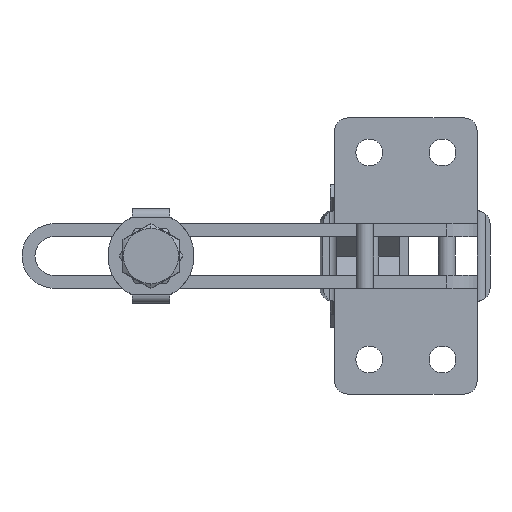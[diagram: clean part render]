
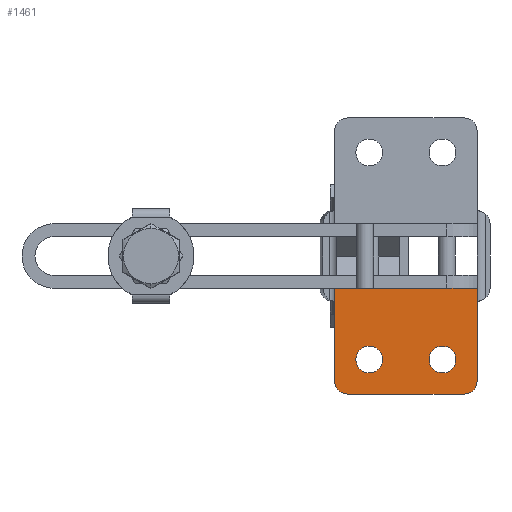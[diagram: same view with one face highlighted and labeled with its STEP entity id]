
A CAD part, front view. The second image highlights one B-rep face of the part: STEP entity #1461.
In plain terms, the highlighted planar face has unit normal (0, -1, 0).
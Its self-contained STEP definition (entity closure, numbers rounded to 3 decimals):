
#258 = PLANE ( 'NONE',  #9244 ) ;
#333 = CARTESIAN_POINT ( 'NONE',  ( -6., 0., -29. ) ) ;
#411 = ORIENTED_EDGE ( 'NONE', *, *, #9412, .F. ) ;
#414 = CIRCLE ( 'NONE', #5425, 3.1 ) ;
#477 = EDGE_CURVE ( 'NONE', #780, #2600, #9258, .T. ) ;
#491 = LINE ( 'NONE', #8004, #8123 ) ;
#555 = EDGE_CURVE ( 'NONE', #605, #702, #4381, .T. ) ;
#605 = VERTEX_POINT ( 'NONE', #8706 ) ;
#628 = ORIENTED_EDGE ( 'NONE', *, *, #1633, .F. ) ;
#641 = DIRECTION ( 'NONE',  ( 0., -1., 0. ) ) ;
#702 = VERTEX_POINT ( 'NONE', #6625 ) ;
#780 = VERTEX_POINT ( 'NONE', #2344 ) ;
#872 = AXIS2_PLACEMENT_3D ( 'NONE', #333, #5509, #1040 ) ;
#1040 = DIRECTION ( 'NONE',  ( -1., 0., 0. ) ) ;
#1076 = LINE ( 'NONE', #7626, #3024 ) ;
#1148 = CARTESIAN_POINT ( 'NONE',  ( -36., 0., -29. ) ) ;
#1236 = CARTESIAN_POINT ( 'NONE',  ( -28., 0., -24. ) ) ;
#1266 = CIRCLE ( 'NONE', #4794, 3.1 ) ;
#1284 = ORIENTED_EDGE ( 'NONE', *, *, #555, .F. ) ;
#1359 = ORIENTED_EDGE ( 'NONE', *, *, #8298, .F. ) ;
#1429 = EDGE_LOOP ( 'NONE', ( #1359, #628 ) ) ;
#1439 = DIRECTION ( 'NONE',  ( 1., 0., 0. ) ) ;
#1461 = ADVANCED_FACE ( 'NONE', ( #8885, #3183, #6920 ), #258, .F. ) ;
#1633 = EDGE_CURVE ( 'NONE', #6548, #5142, #7744, .T. ) ;
#1746 = CARTESIAN_POINT ( 'NONE',  ( -14.1, 0., -24. ) ) ;
#1889 = DIRECTION ( 'NONE',  ( 0., 0., 1. ) ) ;
#1916 = CARTESIAN_POINT ( 'NONE',  ( -6., 0., -32. ) ) ;
#1934 = CARTESIAN_POINT ( 'NONE',  ( -33., 0., -32. ) ) ;
#1972 = DIRECTION ( 'NONE',  ( -1., 0., 0. ) ) ;
#2143 = ORIENTED_EDGE ( 'NONE', *, *, #4000, .T. ) ;
#2278 = ORIENTED_EDGE ( 'NONE', *, *, #8714, .T. ) ;
#2344 = CARTESIAN_POINT ( 'NONE',  ( -3., 0., -7.5 ) ) ;
#2376 = DIRECTION ( 'NONE',  ( 1., 0., 0. ) ) ;
#2534 = EDGE_LOOP ( 'NONE', ( #3276, #3108, #7838, #3806, #2278, #2143 ) ) ;
#2553 = VERTEX_POINT ( 'NONE', #1916 ) ;
#2555 = EDGE_CURVE ( 'NONE', #5237, #3585, #491, .T. ) ;
#2600 = VERTEX_POINT ( 'NONE', #7727 ) ;
#2611 = DIRECTION ( 'NONE',  ( 0., 0., -1. ) ) ;
#2654 = DIRECTION ( 'NONE',  ( 0., -1., 0. ) ) ;
#2655 = CARTESIAN_POINT ( 'NONE',  ( -11., 0., -24. ) ) ;
#2681 = CIRCLE ( 'NONE', #5104, 3. ) ;
#2889 = CARTESIAN_POINT ( 'NONE',  ( -40.243, 0., -7.5 ) ) ;
#3024 = VECTOR ( 'NONE', #2376, 1000. ) ;
#3066 = AXIS2_PLACEMENT_3D ( 'NONE', #2655, #7890, #3422 ) ;
#3108 = ORIENTED_EDGE ( 'NONE', *, *, #5962, .F. ) ;
#3183 = FACE_BOUND ( 'NONE', #1429, .T. ) ;
#3221 = CARTESIAN_POINT ( 'NONE',  ( -3., 0., -7.5 ) ) ;
#3276 = ORIENTED_EDGE ( 'NONE', *, *, #477, .F. ) ;
#3373 = EDGE_LOOP ( 'NONE', ( #1284, #411 ) ) ;
#3422 = DIRECTION ( 'NONE',  ( -1., 0., 0. ) ) ;
#3585 = VERTEX_POINT ( 'NONE', #4289 ) ;
#3806 = ORIENTED_EDGE ( 'NONE', *, *, #8147, .T. ) ;
#3943 = CARTESIAN_POINT ( 'NONE',  ( -33., 0., -29. ) ) ;
#3984 = DIRECTION ( 'NONE',  ( 1., 0., 0. ) ) ;
#4000 = EDGE_CURVE ( 'NONE', #2553, #2600, #8791, .T. ) ;
#4289 = CARTESIAN_POINT ( 'NONE',  ( -36., 0., -7.5 ) ) ;
#4381 = CIRCLE ( 'NONE', #8000, 3.1 ) ;
#4440 = VECTOR ( 'NONE', #1439, 1000. ) ;
#4696 = DIRECTION ( 'NONE',  ( -1., 0., 0. ) ) ;
#4794 = AXIS2_PLACEMENT_3D ( 'NONE', #5085, #641, #5829 ) ;
#4821 = CARTESIAN_POINT ( 'NONE',  ( -3., 0., -7.5 ) ) ;
#4851 = VECTOR ( 'NONE', #2611, 1000. ) ;
#5085 = CARTESIAN_POINT ( 'NONE',  ( -28., 0., -24. ) ) ;
#5104 = AXIS2_PLACEMENT_3D ( 'NONE', #3943, #9148, #4696 ) ;
#5142 = VERTEX_POINT ( 'NONE', #1746 ) ;
#5237 = VERTEX_POINT ( 'NONE', #1148 ) ;
#5298 = VERTEX_POINT ( 'NONE', #1934 ) ;
#5425 = AXIS2_PLACEMENT_3D ( 'NONE', #7153, #2654, #7888 ) ;
#5509 = DIRECTION ( 'NONE',  ( 0., -1., 0. ) ) ;
#5829 = DIRECTION ( 'NONE',  ( -1., 0., 0. ) ) ;
#5962 = EDGE_CURVE ( 'NONE', #3585, #780, #6417, .T. ) ;
#6417 = LINE ( 'NONE', #2889, #4440 ) ;
#6441 = DIRECTION ( 'NONE',  ( 0., -1., 0. ) ) ;
#6548 = VERTEX_POINT ( 'NONE', #8422 ) ;
#6625 = CARTESIAN_POINT ( 'NONE',  ( -24.9, 0., -24. ) ) ;
#6920 = FACE_OUTER_BOUND ( 'NONE', #2534, .T. ) ;
#7153 = CARTESIAN_POINT ( 'NONE',  ( -11., 0., -24. ) ) ;
#7626 = CARTESIAN_POINT ( 'NONE',  ( -6., 0., -32. ) ) ;
#7727 = CARTESIAN_POINT ( 'NONE',  ( -3., 0., -29. ) ) ;
#7744 = CIRCLE ( 'NONE', #3066, 3.1 ) ;
#7838 = ORIENTED_EDGE ( 'NONE', *, *, #2555, .F. ) ;
#7888 = DIRECTION ( 'NONE',  ( -1., 0., 0. ) ) ;
#7890 = DIRECTION ( 'NONE',  ( 0., -1., 0. ) ) ;
#8000 = AXIS2_PLACEMENT_3D ( 'NONE', #1236, #6441, #1972 ) ;
#8004 = CARTESIAN_POINT ( 'NONE',  ( -36., 0., -10.5 ) ) ;
#8123 = VECTOR ( 'NONE', #1889, 1000. ) ;
#8147 = EDGE_CURVE ( 'NONE', #5237, #5298, #2681, .T. ) ;
#8298 = EDGE_CURVE ( 'NONE', #5142, #6548, #414, .T. ) ;
#8422 = CARTESIAN_POINT ( 'NONE',  ( -7.9, 0., -24. ) ) ;
#8425 = DIRECTION ( 'NONE',  ( 0., 1., 0. ) ) ;
#8706 = CARTESIAN_POINT ( 'NONE',  ( -31.1, 0., -24. ) ) ;
#8714 = EDGE_CURVE ( 'NONE', #5298, #2553, #1076, .T. ) ;
#8791 = CIRCLE ( 'NONE', #872, 3. ) ;
#8885 = FACE_BOUND ( 'NONE', #3373, .T. ) ;
#9148 = DIRECTION ( 'NONE',  ( 0., -1., 0. ) ) ;
#9244 = AXIS2_PLACEMENT_3D ( 'NONE', #3221, #8425, #3984 ) ;
#9258 = LINE ( 'NONE', #4821, #4851 ) ;
#9412 = EDGE_CURVE ( 'NONE', #702, #605, #1266, .T. ) ;
